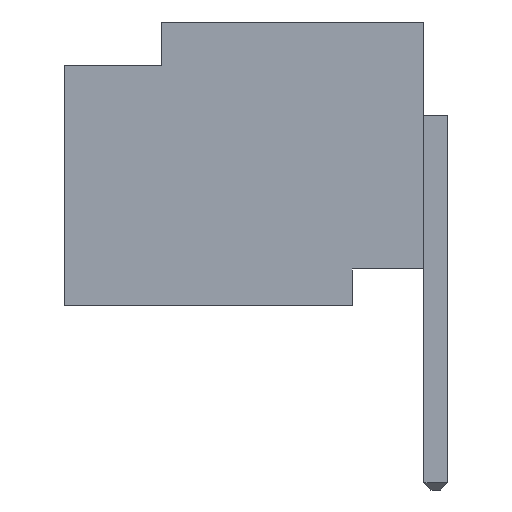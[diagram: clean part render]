
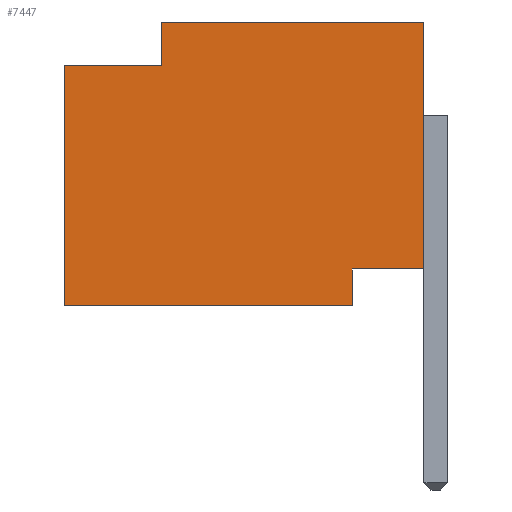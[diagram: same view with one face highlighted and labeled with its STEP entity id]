
A CAD part, left-side view. The second image highlights one B-rep face of the part: STEP entity #7447.
In plain terms, the highlighted planar face has unit normal (-1, 0, 0).
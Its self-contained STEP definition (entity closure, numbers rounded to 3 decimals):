
#518=ORIENTED_EDGE('',*,*,#1976,.T.);
#519=ORIENTED_EDGE('',*,*,#2030,.T.);
#520=ORIENTED_EDGE('',*,*,#2048,.T.);
#521=ORIENTED_EDGE('',*,*,#2049,.F.);
#522=ORIENTED_EDGE('',*,*,#1965,.F.);
#523=ORIENTED_EDGE('',*,*,#2041,.F.);
#524=ORIENTED_EDGE('',*,*,#2050,.F.);
#525=ORIENTED_EDGE('',*,*,#2051,.T.);
#1965=EDGE_CURVE('',#2735,#2736,#3235,.T.);
#1976=EDGE_CURVE('',#2746,#2745,#3246,.T.);
#2030=EDGE_CURVE('',#2745,#2795,#3300,.T.);
#2041=EDGE_CURVE('',#2803,#2735,#3311,.T.);
#2048=EDGE_CURVE('',#2795,#2808,#3318,.T.);
#2049=EDGE_CURVE('',#2736,#2808,#3319,.T.);
#2050=EDGE_CURVE('',#2809,#2803,#3320,.T.);
#2051=EDGE_CURVE('',#2809,#2746,#3321,.T.);
#2735=VERTEX_POINT('',#9313);
#2736=VERTEX_POINT('',#9315);
#2745=VERTEX_POINT('',#9336);
#2746=VERTEX_POINT('',#9338);
#2795=VERTEX_POINT('',#9443);
#2803=VERTEX_POINT('',#9465);
#2808=VERTEX_POINT('',#9480);
#2809=VERTEX_POINT('',#9483);
#3235=LINE('',#9314,#3741);
#3246=LINE('',#9337,#3752);
#3300=LINE('',#9444,#3806);
#3311=LINE('',#9466,#3817);
#3318=LINE('',#9479,#3824);
#3319=LINE('',#9481,#3825);
#3320=LINE('',#9482,#3826);
#3321=LINE('',#9484,#3827);
#3741=VECTOR('',#8168,1000.);
#3752=VECTOR('',#8183,1000.);
#3806=VECTOR('',#8243,1000.);
#3817=VECTOR('',#8260,1000.);
#3824=VECTOR('',#8271,1000.);
#3825=VECTOR('',#8272,1000.);
#3826=VECTOR('',#8273,1000.);
#3827=VECTOR('',#8274,1000.);
#4194=EDGE_LOOP('',(#518,#519,#520,#521,#522,#523,#524,#525));
#4546=FACE_BOUND('',#4194,.T.);
#4892=PLANE('',#7796);
#7447=ADVANCED_FACE('',(#4546),#4892,.T.);
#7796=AXIS2_PLACEMENT_3D('',#9478,#8269,#8270);
#8168=DIRECTION('',(0.,-1.,0.));
#8183=DIRECTION('',(0.,-1.,0.));
#8243=DIRECTION('',(0.,0.,1.));
#8260=DIRECTION('',(0.,0.,1.));
#8269=DIRECTION('',(-1.,0.,0.));
#8270=DIRECTION('',(0.,0.,1.));
#8271=DIRECTION('',(0.,-1.,0.));
#8272=DIRECTION('',(0.,0.,-1.));
#8273=DIRECTION('',(0.,-1.,0.));
#8274=DIRECTION('',(0.,0.,-1.));
#9313=CARTESIAN_POINT('',(-4.623,3.073,3.327));
#9314=CARTESIAN_POINT('',(-4.623,1.27,3.327));
#9315=CARTESIAN_POINT('',(-4.623,0.,3.327));
#9336=CARTESIAN_POINT('',(-4.623,0.838,0.));
#9337=CARTESIAN_POINT('',(-4.623,1.27,0.));
#9338=CARTESIAN_POINT('',(-4.623,4.216,0.));
#9443=CARTESIAN_POINT('',(-4.623,0.838,0.432));
#9444=CARTESIAN_POINT('',(-4.623,0.838,0.));
#9465=CARTESIAN_POINT('',(-4.623,3.073,2.819));
#9466=CARTESIAN_POINT('',(-4.623,3.073,2.819));
#9478=CARTESIAN_POINT('',(-4.623,1.27,3.327));
#9479=CARTESIAN_POINT('',(-4.623,0.838,0.432));
#9480=CARTESIAN_POINT('',(-4.623,0.,0.432));
#9481=CARTESIAN_POINT('',(-4.623,0.,3.327));
#9482=CARTESIAN_POINT('',(-4.623,4.216,2.819));
#9483=CARTESIAN_POINT('',(-4.623,4.216,2.819));
#9484=CARTESIAN_POINT('',(-4.623,4.216,3.327));
